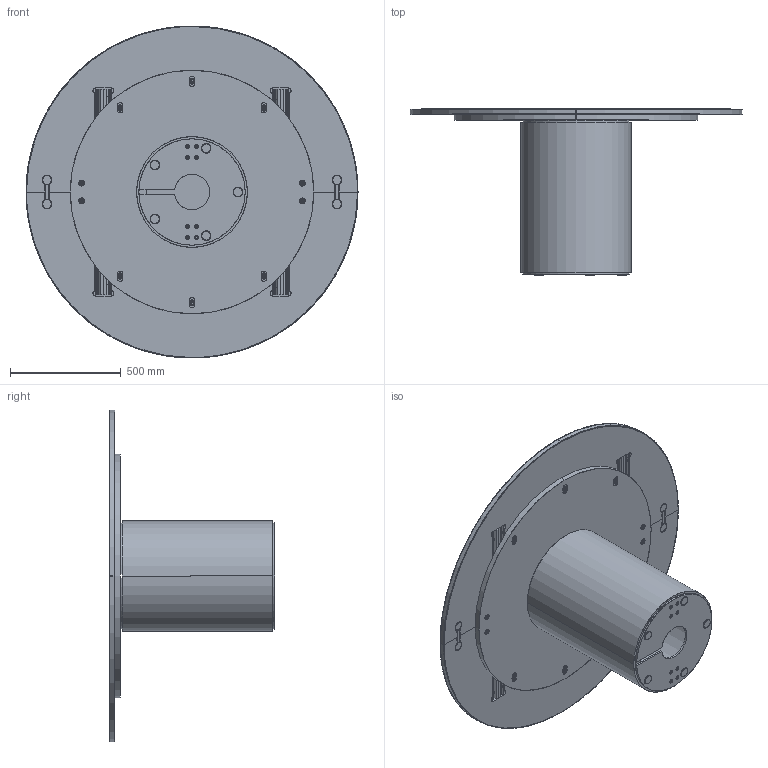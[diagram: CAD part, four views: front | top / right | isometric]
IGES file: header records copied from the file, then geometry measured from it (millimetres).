
Start section: SolidWorks IGES file using analytic representation for surfaces
Global section: file name: Kami Round L150 W150 H75 .IGS; native system: SolidWorks 2022; preprocessor: SolidWorks 2022; author: diederickp; date: 240126.165647; units: millimetre
Bounding box: 1500 x 750 x 1500 mm (x, y, z)
Surface area: 7200879.2 mm2 (no closed solid volume)
Topology: 0 solids, 0 shells, 498 faces, 8950 edges, 8950 vertices
Faces by surface type: revolution 262, bspline 236
